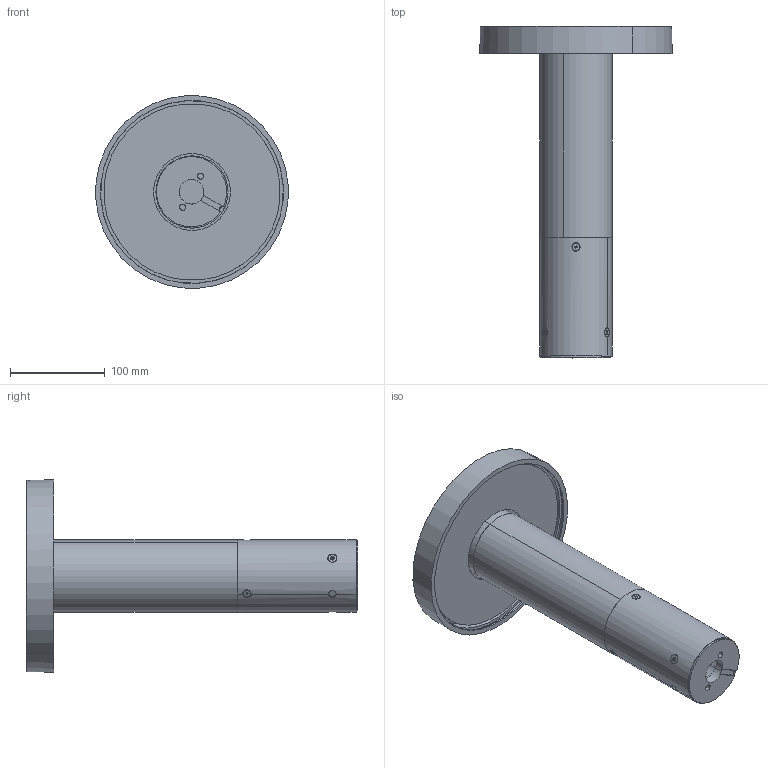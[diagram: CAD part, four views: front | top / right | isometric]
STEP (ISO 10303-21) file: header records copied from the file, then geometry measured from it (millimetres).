
FILE_DESCRIPTION (( 'STEP AP203' ), '1' );
FILE_NAME ('BORG_350.STEP', '2024-02-02T09:15:12', ( '' ), ( '' ), 'SwSTEP 2.0', 'SolidWorks 2022', '' );
FILE_SCHEMA (( 'CONFIG_CONTROL_DESIGN' ));
Length unit declared in the file: millimetre
Products named in the file (14): M182_Moc 1_rs_xxxDomyślna; Wkret stożk samogw. ST4,2x_x16; Wkręt walc imb_M4x_rs_M4 x 08; M182_Rura 1_rs_M182HW35_Słupek_rs; M182_Kołek ustalajacy_rs_rs; BORG_350; M182F_Głowa kpl_rs_M182HW7_DK 201002 Niviss Cree JK3030_Zas. Philips Xi FP 22W 0,2-0,7A SNLDAE 230V S175 sXt 12NC: 929002172306; M182F_Szybka_rs_M182E grubość 3[mm]; W 7_KRĄŻEK 1_M 8890HIT_rs_M182H_Obr_rs; M182_Rura 1_rs_M182HW7_Głowa_rs; M182E_Słupek spaw_rs_xxxM182HW35_350; M182HW7_Rura głowy kpl_rs; M182HW7_rs_M182HW7_rs; WKR STOZ IMB M4x_rs_x10
Assembly tree (20 placements, depth 4):
  BORG_350
    M182_Moc 1_rs_xxxDomyślna
    Wkret stożk samogw. ST4,2x_x16  x3
    M182HW7_rs_M182HW7_rs
      M182F_Głowa kpl_rs_M182HW7_DK 201002 Niviss Cree JK3030_Zas. Philips Xi FP 22W 0,2-0,7A SNLDAE 230V S175 sXt 12NC: 929002172306
        M182F_Szybka_rs_M182E grubość 3[mm]
        W 7_KRĄŻEK 1_M 8890HIT_rs_M182H_Obr_rs
        Wkręt walc imb_M4x_rs_M4 x 08  x4
      M182HW7_Rura głowy kpl_rs
        M182_Rura 1_rs_M182HW7_Głowa_rs
    WKR STOZ IMB M4x_rs_x10  x3
    M182E_Słupek spaw_rs_xxxM182HW35_350
      M182_Rura 1_rs_M182HW35_Słupek_rs
      M182_Kołek ustalajacy_rs_rs
Bounding box: 202.97 x 350 x 202.97 mm (x, y, z)
Volume: 602104.5 mm3; surface area: 331550.2 mm2
Topology: 16 solids, 16 shells, 456 faces, 1051 edges, 624 vertices
Faces by surface type: plane 191, cylinder 108, cone 94, bspline 30, torus 23, sphere 10
Entity records: 13913 total; most frequent: CARTESIAN_POINT 6111, ORIENTED_EDGE 1294, DIRECTION 1254, EDGE_CURVE 647, AXIS2_PLACEMENT_3D 519, VERTEX_POINT 405, EDGE_LOOP 312, FACE_OUTER_BOUND 273
